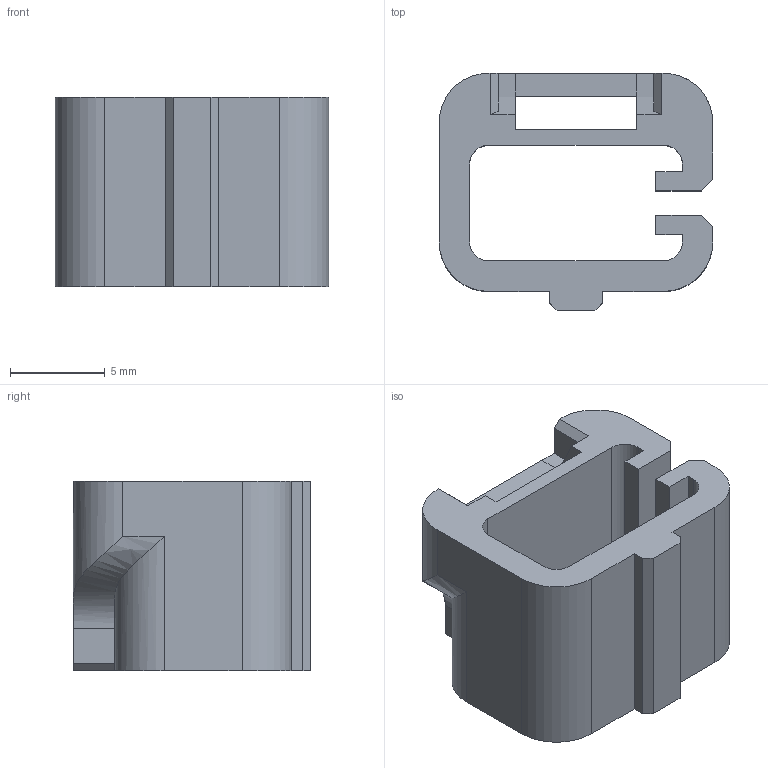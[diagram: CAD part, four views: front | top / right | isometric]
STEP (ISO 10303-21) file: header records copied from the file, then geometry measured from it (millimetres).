
FILE_DESCRIPTION(/* description */ (''),/* implementation_level */ '2;1');
FILE_NAME(/* name */ 'Stock_Beltchain0_Link v26.step',/* time_stamp */ '2023-07-10T15:38:38+02:00',/* author */ (''),/* organization */ (''),/* preprocessor_version */ 'ST-DEVELOPER v19.2',/* originating_system */ 'Autodesk Translation Framework v12.6.0.85',/* authorisation */ '');
FILE_SCHEMA (('AUTOMOTIVE_DESIGN { 1 0 10303 214 3 1 1 }'));
Length unit declared in the file: millimetre
Products named in the file (1): Stock_Beltchain0_Link
Bounding box: 14.4 x 12.48 x 10 mm (x, y, z)
Volume: 749 mm3; surface area: 1191.1 mm2
Topology: 1 solids, 1 shells, 62 faces, 182 edges, 120 vertices
Faces by surface type: plane 50, cylinder 10, bspline 2
Entity records: 2173 total; most frequent: CARTESIAN_POINT 501, ORIENTED_EDGE 364, DIRECTION 309, EDGE_CURVE 182, LINE 155, VECTOR 155, VERTEX_POINT 120, AXIS2_PLACEMENT_3D 77
